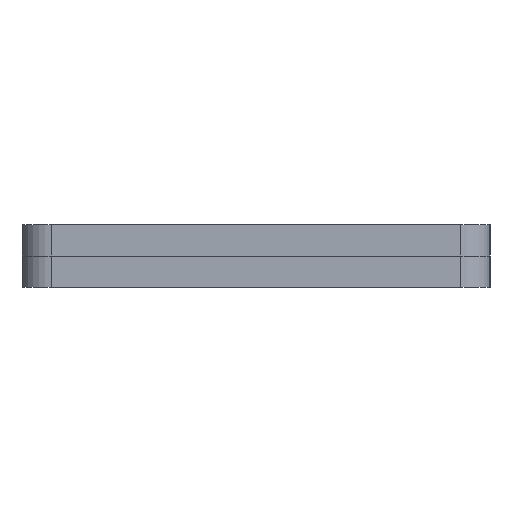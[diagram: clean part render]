
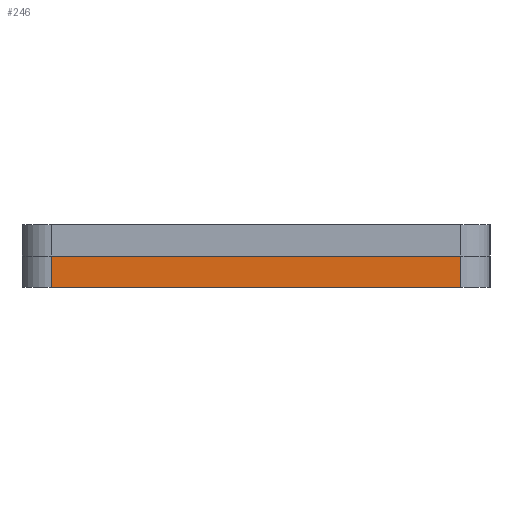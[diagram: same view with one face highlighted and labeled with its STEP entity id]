
A CAD part, left-side view. The second image highlights one B-rep face of the part: STEP entity #246.
In plain terms, the highlighted planar face has unit normal (-1, 0, 0).
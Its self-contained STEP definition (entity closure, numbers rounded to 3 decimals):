
#16=DIRECTION('',(0.,-1.,0.));
#17=VECTOR('',#16,21.);
#18=CARTESIAN_POINT('',(0.,10.5,0.));
#19=LINE('',#18,#17);
#54=DIRECTION('',(0.,0.,-1.));
#55=VECTOR('',#54,1.59);
#56=CARTESIAN_POINT('',(0.,10.5,1.59));
#57=LINE('',#56,#55);
#58=DIRECTION('',(0.,0.,-1.));
#59=VECTOR('',#58,1.59);
#60=CARTESIAN_POINT('',(0.,-10.5,1.59));
#61=LINE('',#60,#59);
#93=DIRECTION('',(0.,-1.,0.));
#94=VECTOR('',#93,21.);
#95=CARTESIAN_POINT('',(0.,10.5,1.59));
#96=LINE('',#95,#94);
#122=CARTESIAN_POINT('',(0.,10.5,0.));
#124=VERTEX_POINT('',#122);
#128=CARTESIAN_POINT('',(0.,10.5,1.59));
#129=VERTEX_POINT('',#128);
#131=CARTESIAN_POINT('',(0.,-10.5,0.));
#133=VERTEX_POINT('',#131);
#134=CARTESIAN_POINT('',(0.,-10.5,1.59));
#135=VERTEX_POINT('',#134);
#233=CARTESIAN_POINT('',(0.,12.,0.));
#234=DIRECTION('',(-1.,0.,0.));
#235=DIRECTION('',(0.,-1.,0.));
#236=AXIS2_PLACEMENT_3D('',#233,#234,#235);
#237=PLANE('',#236);
#239=ORIENTED_EDGE('',*,*,#238,.F.);
#241=ORIENTED_EDGE('',*,*,#240,.T.);
#242=ORIENTED_EDGE('',*,*,#225,.T.);
#243=ORIENTED_EDGE('',*,*,#149,.F.);
#244=EDGE_LOOP('',(#239,#241,#242,#243));
#245=FACE_OUTER_BOUND('',#244,.F.);
#246=ADVANCED_FACE('',(#245),#237,.T.);
#149=EDGE_CURVE('',#124,#133,#19,.T.);
#225=EDGE_CURVE('',#135,#133,#61,.T.);
#238=EDGE_CURVE('',#129,#124,#57,.T.);
#240=EDGE_CURVE('',#129,#135,#96,.T.);
